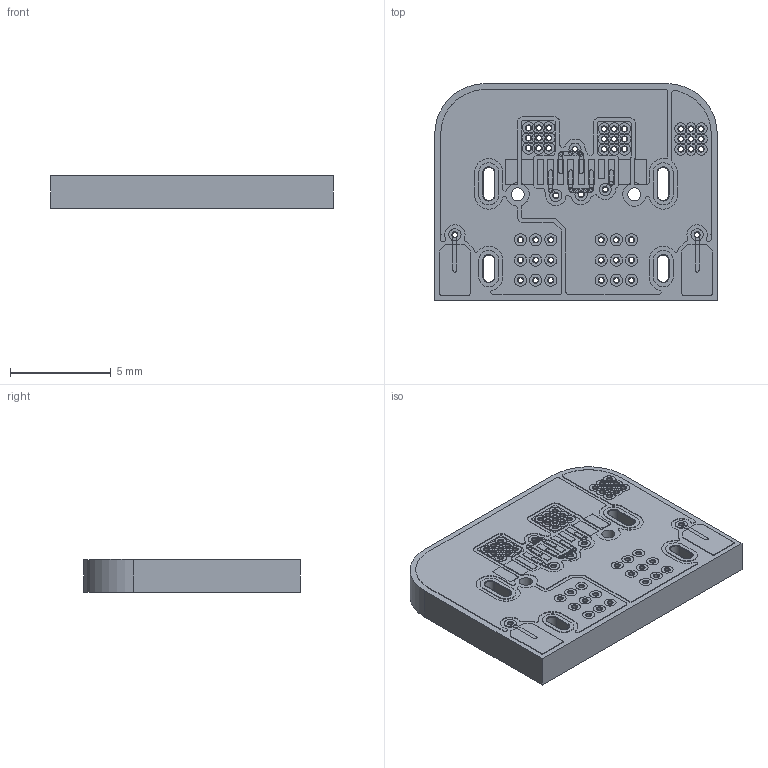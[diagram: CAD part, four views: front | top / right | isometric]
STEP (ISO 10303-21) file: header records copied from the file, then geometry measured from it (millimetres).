
FILE_DESCRIPTION(('KiCad electronic assembly'),'2;1');
FILE_NAME('VerticalBoard.step','2024-12-15T20:28:47',('Pcbnew'),('Kicad' ),'Open CASCADE STEP processor 7.7','KiCad to STEP converter', 'Unknown');
FILE_SCHEMA(('AUTOMOTIVE_DESIGN { 1 0 10303 214 1 1 1 1 }'));
Length unit declared in the file: millimetre
Products named in the file (251): VerticalBoard 1; _autosave-VerticalBoard_track_1; _autosave-VerticalBoard_track_2; _autosave-VerticalBoard_track_3; _autosave-VerticalBoard_track_4; _autosave-VerticalBoard_track_5; _autosave-VerticalBoard_track_6; _autosave-VerticalBoard_track_7; _autosave-VerticalBoard_track_8; _autosave-VerticalBoard_track_9; _autosave-VerticalBoard_track_10; _autosave-VerticalBoard_track_11; _autosave-VerticalBoard_track_12; _autosave-VerticalBoard_track_13; _autosave-VerticalBoard_track_14; _autosave-VerticalBoard_track_15; _autosave-VerticalBoard_track_16; _autosave-VerticalBoard_track_17; _autosave-VerticalBoard_track_18; _autosave-VerticalBoard_track_19; _autosave-VerticalBoard_track_20; _autosave-VerticalBoard_track_21; _autosave-VerticalBoard_track_22; _autosave-VerticalBoard_track_23; _autosave-VerticalBoard_track_24; _autosave-VerticalBoard_track_25; _autosave-VerticalBoard_track_26; _autosave-VerticalBoard_track_27; _autosave-VerticalBoard_track_28; _autosave-VerticalBoard_track_29; _autosave-VerticalBoard_track_30; _autosave-VerticalBoard_track_31; _autosave-VerticalBoard_track_32; _autosave-VerticalBoard_track_33; _autosave-VerticalBoard_track_34; _autosave-VerticalBoard_track_35; _autosave-VerticalBoard_track_36; _autosave-VerticalBoard_track_37; _autosave-VerticalBoard_track_38; _autosave-VerticalBoard_track_39 ...
Assembly tree (250 placements, depth 2):
  VerticalBoard 1
    _autosave-VerticalBoard_track_1
    _autosave-VerticalBoard_track_2
    _autosave-VerticalBoard_track_3
    _autosave-VerticalBoard_track_4
    _autosave-VerticalBoard_track_5
    _autosave-VerticalBoard_track_6
    _autosave-VerticalBoard_track_7
    _autosave-VerticalBoard_track_8
    _autosave-VerticalBoard_track_9
    _autosave-VerticalBoard_track_10
    _autosave-VerticalBoard_track_11
    _autosave-VerticalBoard_track_12
    _autosave-VerticalBoard_track_13
    _autosave-VerticalBoard_track_14
    _autosave-VerticalBoard_track_15
    _autosave-VerticalBoard_track_16
    _autosave-VerticalBoard_track_17
    _autosave-VerticalBoard_track_18
    _autosave-VerticalBoard_track_19
    _autosave-VerticalBoard_track_20
    _autosave-VerticalBoard_track_21
    _autosave-VerticalBoard_track_22
    _autosave-VerticalBoard_track_23
    _autosave-VerticalBoard_track_24
    _autosave-VerticalBoard_track_25
    _autosave-VerticalBoard_track_26
    _autosave-VerticalBoard_track_27
    _autosave-VerticalBoard_track_28
    _autosave-VerticalBoard_track_29
    _autosave-VerticalBoard_track_30
    _autosave-VerticalBoard_track_31
    _autosave-VerticalBoard_track_32
    _autosave-VerticalBoard_track_33
    _autosave-VerticalBoard_track_34
    _autosave-VerticalBoard_track_35
    _autosave-VerticalBoard_track_36
    _autosave-VerticalBoard_track_37
    _autosave-VerticalBoard_track_38
    _autosave-VerticalBoard_track_39
    _autosave-VerticalBoard_track_40
    _autosave-VerticalBoard_track_41
    _autosave-VerticalBoard_track_42
    _autosave-VerticalBoard_track_43
    _autosave-VerticalBoard_track_44
    _autosave-VerticalBoard_track_45
    _autosave-VerticalBoard_track_46
    _autosave-VerticalBoard_track_47
    _autosave-VerticalBoard_track_48
    _autosave-VerticalBoard_track_49
    _autosave-VerticalBoard_track_50
    _autosave-VerticalBoard_track_51
    _autosave-VerticalBoard_track_52
    _autosave-VerticalBoard_track_53
    _autosave-VerticalBoard_track_54
    _autosave-VerticalBoard_track_55
    _autosave-VerticalBoard_zone_1
    _autosave-VerticalBoard_zone_2
    _autosave-VerticalBoard_zone_3
    _autosave-VerticalBoard_pad_1
Bounding box: 14 x 10.75 x 1.67 mm (x, y, z)
Volume: 233.9 mm3; surface area: 1101.3 mm2
Topology: 246 solids, 246 shells, 2298 faces, 5418 edges, 3612 vertices
Faces by surface type: plane 1684, cylinder 614
Full cylindrical faces by diameter (mm): 0.25 x243, 0.3 x102, 0.6 x102, 0.65 x2
Entity records: 72988 total; most frequent: DIRECTION 11744, CARTESIAN_POINT 11579, ORIENTED_EDGE 10836, EDGE_CURVE 5418, LINE 4190, VECTOR 4190, AXIS2_PLACEMENT_3D 3777, VERTEX_POINT 3612
